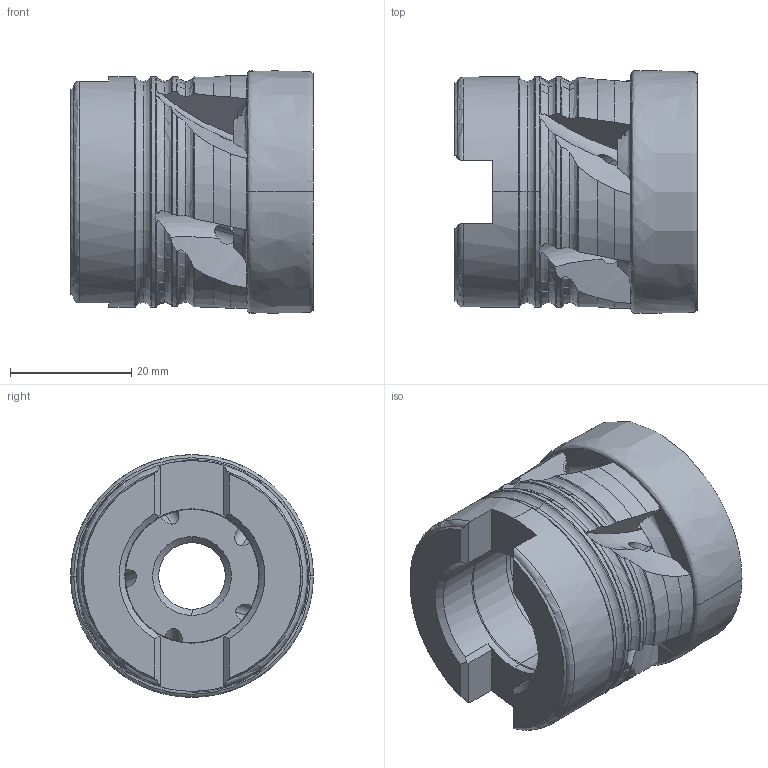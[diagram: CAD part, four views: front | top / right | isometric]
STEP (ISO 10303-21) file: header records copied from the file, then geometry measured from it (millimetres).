
FILE_DESCRIPTION (( 'STEP AP214' ), '1' );
FILE_NAME ('90PP-040-75-22-5.STEP', '2013-04-10T13:23:55', ( '' ), ( '' ), 'SwSTEP 2.0', 'SolidWorks 2013', '' );
FILE_SCHEMA (( 'AUTOMOTIVE_DESIGN' ));
Length unit declared in the file: millimetre
Products named in the file (1): 90PP-040-75-22-5
Bounding box: 40.05 x 39.99 x 39.99 mm (x, y, z)
Volume: 29849.2 mm3; surface area: 10759.2 mm2
Topology: 1 solids, 1 shells, 234 faces, 713 edges, 466 vertices
Faces by surface type: plane 74, cylinder 69, torus 59, cone 28, bspline 4
Entity records: 10734 total; most frequent: CARTESIAN_POINT 4753, ORIENTED_EDGE 1426, DIRECTION 1069, EDGE_CURVE 713, VERTEX_POINT 466, AXIS2_PLACEMENT_3D 452, B_SPLINE_CURVE_WITH_KNOTS 276, EDGE_LOOP 241
